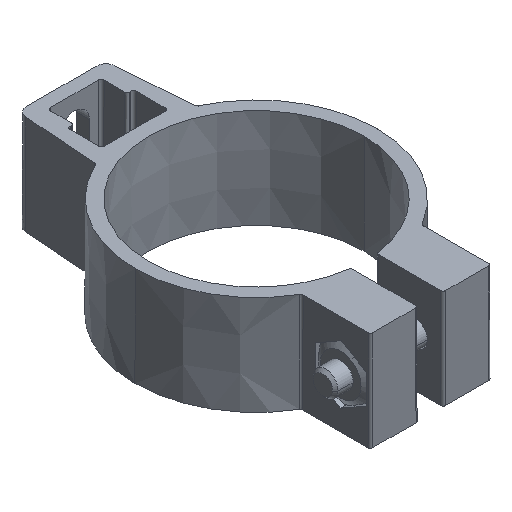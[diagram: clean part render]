
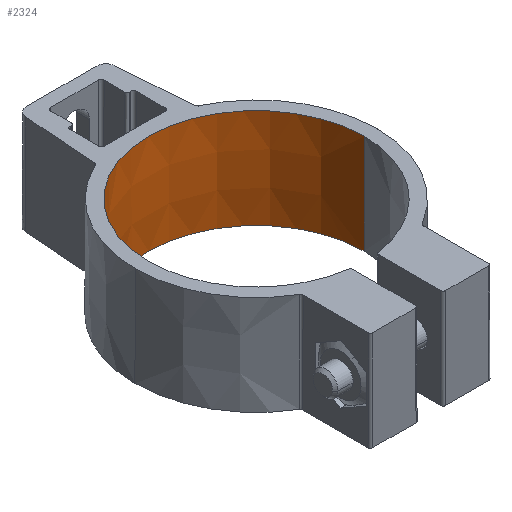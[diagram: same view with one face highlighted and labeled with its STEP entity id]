
A CAD part, isometric view. The second image highlights one B-rep face of the part: STEP entity #2324.
In plain terms, the highlighted conical face has half-angle 0.25 degrees and reference radius 10.85 mm.
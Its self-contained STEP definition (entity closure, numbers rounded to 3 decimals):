
#914=CARTESIAN_POINT('',(-10.894,0.,10.));
#915=VERTEX_POINT('',#914);
#923=CARTESIAN_POINT('',(10.894,-0.,10.));
#924=VERTEX_POINT('',#923);
#925=CARTESIAN_POINT('',(0.,-0.,10.));
#926=DIRECTION('',(0.,0.,1.));
#927=DIRECTION('',(1.,0.,-0.));
#928=AXIS2_PLACEMENT_3D('',#925,#926,#927);
#929=CIRCLE('',#928,10.894);
#930=EDGE_CURVE('',#924,#915,#929,.T.);
#1111=CARTESIAN_POINT('',(-10.85,0.,0.));
#1112=VERTEX_POINT('',#1111);
#1113=CARTESIAN_POINT('',(-10.894,0.,10.));
#1114=DIRECTION('',(0.004,-0.,-1.));
#1115=VECTOR('',#1114,10.);
#1116=LINE('',#1113,#1115);
#1117=EDGE_CURVE('',#915,#1112,#1116,.T.);
#1535=CARTESIAN_POINT('',(10.85,-0.,0.));
#1536=VERTEX_POINT('',#1535);
#1544=CARTESIAN_POINT('',(0.,-0.,0.));
#1545=DIRECTION('',(0.,-0.,1.));
#1546=DIRECTION('',(1.,0.,0.));
#1547=AXIS2_PLACEMENT_3D('',#1544,#1545,#1546);
#1548=CIRCLE('',#1547,10.85);
#1549=EDGE_CURVE('',#1536,#1112,#1548,.T.);
#2277=CARTESIAN_POINT('',(10.894,-0.,10.));
#2278=DIRECTION('',(-0.004,0.,-1.));
#2279=VECTOR('',#2278,10.);
#2280=LINE('',#2277,#2279);
#2281=EDGE_CURVE('',#924,#1536,#2280,.T.);
#2313=CARTESIAN_POINT('',(0.,-0.,0.));
#2314=DIRECTION('',(0.,-0.,1.));
#2315=DIRECTION('',(1.,0.,0.));
#2316=AXIS2_PLACEMENT_3D('',#2313,#2314,#2315);
#2317=CONICAL_SURFACE('',#2316,10.85,0.25);
#2318=ORIENTED_EDGE('',*,*,#1117,.T.);
#2319=ORIENTED_EDGE('',*,*,#1549,.F.);
#2320=ORIENTED_EDGE('',*,*,#2281,.F.);
#2321=ORIENTED_EDGE('',*,*,#930,.T.);
#2322=EDGE_LOOP('',(#2318,#2319,#2320,#2321));
#2323=FACE_BOUND('',#2322,.T.);
#2324=ADVANCED_FACE('',(#2323),#2317,.F.);
